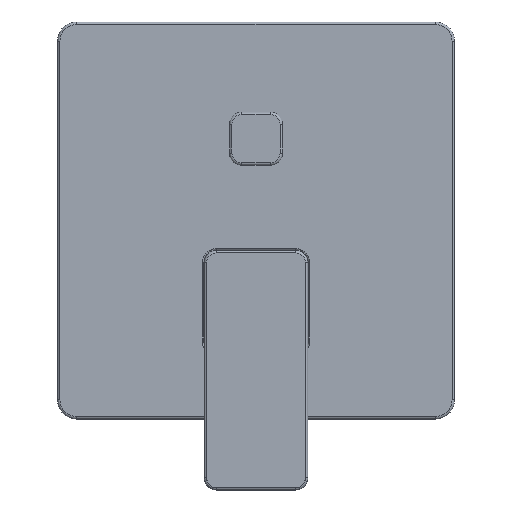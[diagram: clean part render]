
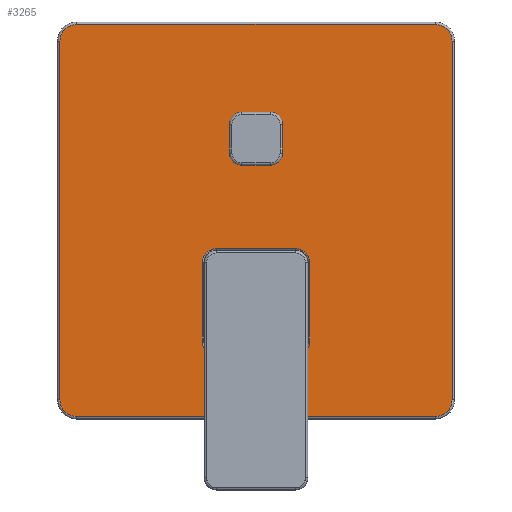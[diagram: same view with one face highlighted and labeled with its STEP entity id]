
A CAD part, front view. The second image highlights one B-rep face of the part: STEP entity #3265.
In plain terms, the highlighted planar face has unit normal (0, -1, 0).
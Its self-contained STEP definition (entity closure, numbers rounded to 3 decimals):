
#231=FACE_BOUND('',#551,.T.);
#232=FACE_BOUND('',#552,.T.);
#254=PLANE('',#3599);
#328=FACE_OUTER_BOUND('',#550,.T.);
#550=EDGE_LOOP('',(#2300,#2301,#2302,#2303,#2304,#2305,#2306,#2307));
#551=EDGE_LOOP('',(#2308,#2309,#2310,#2311,#2312,#2313,#2314,#2315));
#552=EDGE_LOOP('',(#2316,#2317,#2318,#2319,#2320,#2321,#2322,#2323));
#801=LINE('',#5131,#1010);
#802=LINE('',#5135,#1011);
#803=LINE('',#5139,#1012);
#804=LINE('',#5143,#1013);
#805=LINE('',#5147,#1014);
#806=LINE('',#5151,#1015);
#807=LINE('',#5155,#1016);
#808=LINE('',#5159,#1017);
#809=LINE('',#5163,#1018);
#810=LINE('',#5167,#1019);
#811=LINE('',#5171,#1020);
#812=LINE('',#5175,#1021);
#1010=VECTOR('',#4118,1000.);
#1011=VECTOR('',#4121,1000.);
#1012=VECTOR('',#4124,1000.);
#1013=VECTOR('',#4127,1000.);
#1014=VECTOR('',#4130,1000.);
#1015=VECTOR('',#4133,1000.);
#1016=VECTOR('',#4136,1000.);
#1017=VECTOR('',#4139,1000.);
#1018=VECTOR('',#4142,1000.);
#1019=VECTOR('',#4145,1000.);
#1020=VECTOR('',#4148,1000.);
#1021=VECTOR('',#4151,1000.);
#1196=CIRCLE('',#3600,7.);
#1197=CIRCLE('',#3601,7.);
#1198=CIRCLE('',#3602,7.);
#1199=CIRCLE('',#3603,7.);
#1200=CIRCLE('',#3604,2.75);
#1201=CIRCLE('',#3605,2.75);
#1202=CIRCLE('',#3606,2.75);
#1203=CIRCLE('',#3607,2.75);
#1204=CIRCLE('',#3608,5.8);
#1205=CIRCLE('',#3609,5.8);
#1206=CIRCLE('',#3610,5.8);
#1207=CIRCLE('',#3611,5.8);
#1431=VERTEX_POINT('',#5129);
#1432=VERTEX_POINT('',#5130);
#1433=VERTEX_POINT('',#5132);
#1434=VERTEX_POINT('',#5134);
#1435=VERTEX_POINT('',#5136);
#1436=VERTEX_POINT('',#5138);
#1437=VERTEX_POINT('',#5140);
#1438=VERTEX_POINT('',#5142);
#1439=VERTEX_POINT('',#5145);
#1440=VERTEX_POINT('',#5146);
#1441=VERTEX_POINT('',#5148);
#1442=VERTEX_POINT('',#5150);
#1443=VERTEX_POINT('',#5152);
#1444=VERTEX_POINT('',#5154);
#1445=VERTEX_POINT('',#5156);
#1446=VERTEX_POINT('',#5158);
#1447=VERTEX_POINT('',#5161);
#1448=VERTEX_POINT('',#5162);
#1449=VERTEX_POINT('',#5164);
#1450=VERTEX_POINT('',#5166);
#1451=VERTEX_POINT('',#5168);
#1452=VERTEX_POINT('',#5170);
#1453=VERTEX_POINT('',#5172);
#1454=VERTEX_POINT('',#5174);
#1750=EDGE_CURVE('',#1431,#1432,#801,.T.);
#1751=EDGE_CURVE('',#1432,#1433,#1196,.T.);
#1752=EDGE_CURVE('',#1433,#1434,#802,.T.);
#1753=EDGE_CURVE('',#1434,#1435,#1197,.T.);
#1754=EDGE_CURVE('',#1435,#1436,#803,.T.);
#1755=EDGE_CURVE('',#1436,#1437,#1198,.T.);
#1756=EDGE_CURVE('',#1437,#1438,#804,.T.);
#1757=EDGE_CURVE('',#1438,#1431,#1199,.T.);
#1758=EDGE_CURVE('',#1439,#1440,#805,.T.);
#1759=EDGE_CURVE('',#1440,#1441,#1200,.T.);
#1760=EDGE_CURVE('',#1441,#1442,#806,.T.);
#1761=EDGE_CURVE('',#1442,#1443,#1201,.T.);
#1762=EDGE_CURVE('',#1443,#1444,#807,.T.);
#1763=EDGE_CURVE('',#1444,#1445,#1202,.T.);
#1764=EDGE_CURVE('',#1445,#1446,#808,.T.);
#1765=EDGE_CURVE('',#1446,#1439,#1203,.T.);
#1766=EDGE_CURVE('',#1447,#1448,#809,.T.);
#1767=EDGE_CURVE('',#1448,#1449,#1204,.T.);
#1768=EDGE_CURVE('',#1449,#1450,#810,.T.);
#1769=EDGE_CURVE('',#1450,#1451,#1205,.T.);
#1770=EDGE_CURVE('',#1451,#1452,#811,.T.);
#1771=EDGE_CURVE('',#1452,#1453,#1206,.T.);
#1772=EDGE_CURVE('',#1453,#1454,#812,.T.);
#1773=EDGE_CURVE('',#1454,#1447,#1207,.T.);
#2300=ORIENTED_EDGE('',*,*,#1750,.T.);
#2301=ORIENTED_EDGE('',*,*,#1751,.T.);
#2302=ORIENTED_EDGE('',*,*,#1752,.T.);
#2303=ORIENTED_EDGE('',*,*,#1753,.T.);
#2304=ORIENTED_EDGE('',*,*,#1754,.T.);
#2305=ORIENTED_EDGE('',*,*,#1755,.T.);
#2306=ORIENTED_EDGE('',*,*,#1756,.T.);
#2307=ORIENTED_EDGE('',*,*,#1757,.T.);
#2308=ORIENTED_EDGE('',*,*,#1758,.T.);
#2309=ORIENTED_EDGE('',*,*,#1759,.T.);
#2310=ORIENTED_EDGE('',*,*,#1760,.T.);
#2311=ORIENTED_EDGE('',*,*,#1761,.T.);
#2312=ORIENTED_EDGE('',*,*,#1762,.T.);
#2313=ORIENTED_EDGE('',*,*,#1763,.T.);
#2314=ORIENTED_EDGE('',*,*,#1764,.T.);
#2315=ORIENTED_EDGE('',*,*,#1765,.T.);
#2316=ORIENTED_EDGE('',*,*,#1766,.T.);
#2317=ORIENTED_EDGE('',*,*,#1767,.T.);
#2318=ORIENTED_EDGE('',*,*,#1768,.T.);
#2319=ORIENTED_EDGE('',*,*,#1769,.T.);
#2320=ORIENTED_EDGE('',*,*,#1770,.T.);
#2321=ORIENTED_EDGE('',*,*,#1771,.T.);
#2322=ORIENTED_EDGE('',*,*,#1772,.T.);
#2323=ORIENTED_EDGE('',*,*,#1773,.T.);
#3265=ADVANCED_FACE('',(#328,#231,#232),#254,.T.);
#3599=AXIS2_PLACEMENT_3D('',#5128,#4116,#4117);
#3600=AXIS2_PLACEMENT_3D('',#5133,#4119,#4120);
#3601=AXIS2_PLACEMENT_3D('',#5137,#4122,#4123);
#3602=AXIS2_PLACEMENT_3D('',#5141,#4125,#4126);
#3603=AXIS2_PLACEMENT_3D('',#5144,#4128,#4129);
#3604=AXIS2_PLACEMENT_3D('',#5149,#4131,#4132);
#3605=AXIS2_PLACEMENT_3D('',#5153,#4134,#4135);
#3606=AXIS2_PLACEMENT_3D('',#5157,#4137,#4138);
#3607=AXIS2_PLACEMENT_3D('',#5160,#4140,#4141);
#3608=AXIS2_PLACEMENT_3D('',#5165,#4143,#4144);
#3609=AXIS2_PLACEMENT_3D('',#5169,#4146,#4147);
#3610=AXIS2_PLACEMENT_3D('',#5173,#4149,#4150);
#3611=AXIS2_PLACEMENT_3D('',#5176,#4152,#4153);
#4116=DIRECTION('center_axis',(0.,-1.,0.));
#4117=DIRECTION('ref_axis',(1.,0.,0.));
#4118=DIRECTION('',(1.,0.,0.));
#4119=DIRECTION('center_axis',(0.,-1.,0.));
#4120=DIRECTION('ref_axis',(1.,0.,0.));
#4121=DIRECTION('',(0.,0.,1.));
#4122=DIRECTION('center_axis',(0.,-1.,0.));
#4123=DIRECTION('ref_axis',(1.,0.,0.));
#4124=DIRECTION('',(-1.,0.,0.));
#4125=DIRECTION('center_axis',(0.,-1.,0.));
#4126=DIRECTION('ref_axis',(1.,0.,0.));
#4127=DIRECTION('',(0.,0.,-1.));
#4128=DIRECTION('center_axis',(0.,-1.,0.));
#4129=DIRECTION('ref_axis',(1.,0.,0.));
#4130=DIRECTION('',(1.,0.,0.));
#4131=DIRECTION('center_axis',(0.,1.,0.));
#4132=DIRECTION('ref_axis',(1.,0.,0.));
#4133=DIRECTION('',(0.,0.,-1.));
#4134=DIRECTION('center_axis',(0.,1.,0.));
#4135=DIRECTION('ref_axis',(1.,0.,0.));
#4136=DIRECTION('',(-1.,0.,0.));
#4137=DIRECTION('center_axis',(0.,1.,0.));
#4138=DIRECTION('ref_axis',(1.,0.,0.));
#4139=DIRECTION('',(0.,0.,1.));
#4140=DIRECTION('center_axis',(0.,1.,0.));
#4141=DIRECTION('ref_axis',(1.,0.,0.));
#4142=DIRECTION('',(0.,0.,-1.));
#4143=DIRECTION('center_axis',(0.,1.,0.));
#4144=DIRECTION('ref_axis',(1.,0.,0.));
#4145=DIRECTION('',(-1.,0.,0.));
#4146=DIRECTION('center_axis',(0.,1.,0.));
#4147=DIRECTION('ref_axis',(1.,0.,0.));
#4148=DIRECTION('',(0.,0.,1.));
#4149=DIRECTION('center_axis',(0.,1.,0.));
#4150=DIRECTION('ref_axis',(1.,0.,0.));
#4151=DIRECTION('',(1.,0.,0.));
#4152=DIRECTION('center_axis',(0.,1.,0.));
#4153=DIRECTION('ref_axis',(1.,0.,0.));
#5128=CARTESIAN_POINT('Origin',(0.,17.,-19.));
#5129=CARTESIAN_POINT('',(-74.5,17.,-100.5));
#5130=CARTESIAN_POINT('',(74.5,17.,-100.5));
#5131=CARTESIAN_POINT('',(74.5,17.,-100.5));
#5132=CARTESIAN_POINT('',(81.5,17.,-93.5));
#5133=CARTESIAN_POINT('Origin',(74.5,17.,-93.5));
#5134=CARTESIAN_POINT('',(81.5,17.,55.5));
#5135=CARTESIAN_POINT('',(81.5,17.,55.5));
#5136=CARTESIAN_POINT('',(74.5,17.,62.5));
#5137=CARTESIAN_POINT('Origin',(74.5,17.,55.5));
#5138=CARTESIAN_POINT('',(-74.5,17.,62.5));
#5139=CARTESIAN_POINT('',(-74.5,17.,62.5));
#5140=CARTESIAN_POINT('',(-81.5,17.,55.5));
#5141=CARTESIAN_POINT('Origin',(-74.5,17.,55.5));
#5142=CARTESIAN_POINT('',(-81.5,17.,-93.5));
#5143=CARTESIAN_POINT('',(-81.5,17.,-93.5));
#5144=CARTESIAN_POINT('Origin',(-74.5,17.,-93.5));
#5145=CARTESIAN_POINT('',(-6.,17.,23.75));
#5146=CARTESIAN_POINT('',(6.,17.,23.75));
#5147=CARTESIAN_POINT('',(6.,17.,23.75));
#5148=CARTESIAN_POINT('',(8.75,17.,21.));
#5149=CARTESIAN_POINT('Origin',(6.,17.,21.));
#5150=CARTESIAN_POINT('',(8.75,17.,9.));
#5151=CARTESIAN_POINT('',(8.75,17.,9.));
#5152=CARTESIAN_POINT('',(6.,17.,6.25));
#5153=CARTESIAN_POINT('Origin',(6.,17.,9.));
#5154=CARTESIAN_POINT('',(-6.,17.,6.25));
#5155=CARTESIAN_POINT('',(-6.,17.,6.25));
#5156=CARTESIAN_POINT('',(-8.75,17.,9.));
#5157=CARTESIAN_POINT('Origin',(-6.,17.,9.));
#5158=CARTESIAN_POINT('',(-8.75,17.,21.));
#5159=CARTESIAN_POINT('',(-8.75,17.,21.));
#5160=CARTESIAN_POINT('Origin',(-6.,17.,21.));
#5161=CARTESIAN_POINT('',(22.3,17.,-36.5));
#5162=CARTESIAN_POINT('',(22.3,17.,-69.5));
#5163=CARTESIAN_POINT('',(22.3,17.,-69.5));
#5164=CARTESIAN_POINT('',(16.5,17.,-75.3));
#5165=CARTESIAN_POINT('Origin',(16.5,17.,-69.5));
#5166=CARTESIAN_POINT('',(-16.5,17.,-75.3));
#5167=CARTESIAN_POINT('',(-16.5,17.,-75.3));
#5168=CARTESIAN_POINT('',(-22.3,17.,-69.5));
#5169=CARTESIAN_POINT('Origin',(-16.5,17.,-69.5));
#5170=CARTESIAN_POINT('',(-22.3,17.,-36.5));
#5171=CARTESIAN_POINT('',(-22.3,17.,-36.5));
#5172=CARTESIAN_POINT('',(-16.5,17.,-30.7));
#5173=CARTESIAN_POINT('Origin',(-16.5,17.,-36.5));
#5174=CARTESIAN_POINT('',(16.5,17.,-30.7));
#5175=CARTESIAN_POINT('',(16.5,17.,-30.7));
#5176=CARTESIAN_POINT('Origin',(16.5,17.,-36.5));
